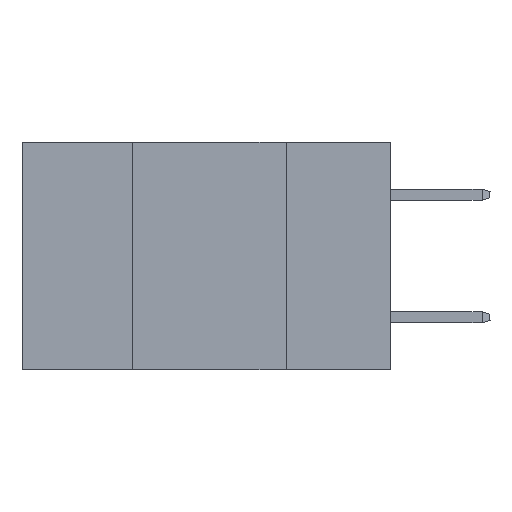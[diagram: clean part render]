
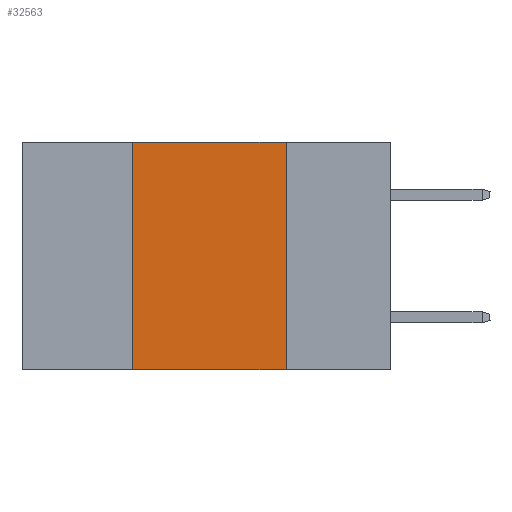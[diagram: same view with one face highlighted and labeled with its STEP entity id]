
A CAD part, left-side view. The second image highlights one B-rep face of the part: STEP entity #32563.
In plain terms, the highlighted planar face has unit normal (-1, 0, 0).
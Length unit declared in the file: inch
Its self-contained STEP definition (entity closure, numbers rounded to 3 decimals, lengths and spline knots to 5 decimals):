
#446 = LINE ( 'NONE', #20817, #4972 ) ;
#718 = CARTESIAN_POINT ( 'NONE',  ( 0., 0.6, 0. ) ) ;
#850 = ORIENTED_EDGE ( 'NONE', *, *, #22571, .F. ) ;
#2417 = VERTEX_POINT ( 'NONE', #13838 ) ;
#3316 = EDGE_CURVE ( 'NONE', #10961, #2417, #446, .T. ) ;
#3978 = VECTOR ( 'NONE', #31410, 39.37008 ) ;
#4972 = VECTOR ( 'NONE', #33573, 39.37008 ) ;
#7796 = CARTESIAN_POINT ( 'NONE',  ( 0., 0.42, -0.37 ) ) ;
#9294 = DIRECTION ( 'NONE',  ( 0., 0., 1. ) ) ;
#9714 = LINE ( 'NONE', #12774, #3978 ) ;
#10023 = AXIS2_PLACEMENT_3D ( 'NONE', #718, #29607, #29716 ) ;
#10961 = VERTEX_POINT ( 'NONE', #28436 ) ;
#12774 = CARTESIAN_POINT ( 'NONE',  ( 0., 0.6, -0.37 ) ) ;
#13838 = CARTESIAN_POINT ( 'NONE',  ( 0., 0.17, -0.37 ) ) ;
#14681 = EDGE_CURVE ( 'NONE', #15886, #2417, #9714, .T. ) ;
#15886 = VERTEX_POINT ( 'NONE', #7796 ) ;
#16542 = DIRECTION ( 'NONE',  ( 0., -1., 0. ) ) ;
#17030 = CARTESIAN_POINT ( 'NONE',  ( 0., 0.42, 0. ) ) ;
#18292 = VECTOR ( 'NONE', #9294, 39.37008 ) ;
#19066 = VECTOR ( 'NONE', #16542, 39.37008 ) ;
#20817 = CARTESIAN_POINT ( 'NONE',  ( 0., 0.17, 0. ) ) ;
#21178 = CARTESIAN_POINT ( 'NONE',  ( 0., 0.42, 0. ) ) ;
#22571 = EDGE_CURVE ( 'NONE', #15886, #27648, #33351, .T. ) ;
#23097 = EDGE_CURVE ( 'NONE', #27648, #10961, #27583, .T. ) ;
#23957 = FACE_OUTER_BOUND ( 'NONE', #25452, .T. ) ;
#24467 = PLANE ( 'NONE',  #10023 ) ;
#24898 = ORIENTED_EDGE ( 'NONE', *, *, #23097, .F. ) ;
#25452 = EDGE_LOOP ( 'NONE', ( #32336, #24898, #850, #31661 ) ) ;
#27583 = LINE ( 'NONE', #31923, #19066 ) ;
#27648 = VERTEX_POINT ( 'NONE', #21178 ) ;
#28436 = CARTESIAN_POINT ( 'NONE',  ( 0., 0.17, 0. ) ) ;
#29607 = DIRECTION ( 'NONE',  ( 1., 0., 0. ) ) ;
#29716 = DIRECTION ( 'NONE',  ( 0., 0., -1. ) ) ;
#31410 = DIRECTION ( 'NONE',  ( 0., -1., 0. ) ) ;
#31661 = ORIENTED_EDGE ( 'NONE', *, *, #14681, .T. ) ;
#31923 = CARTESIAN_POINT ( 'NONE',  ( 0., 0.6, 0. ) ) ;
#32336 = ORIENTED_EDGE ( 'NONE', *, *, #3316, .F. ) ;
#32563 = ADVANCED_FACE ( 'NONE', ( #23957 ), #24467, .F. ) ;
#33351 = LINE ( 'NONE', #17030, #18292 ) ;
#33573 = DIRECTION ( 'NONE',  ( 0., 0., -1. ) ) ;
